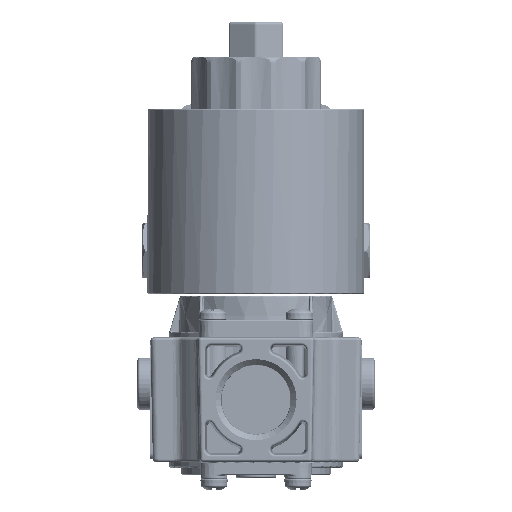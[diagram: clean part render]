
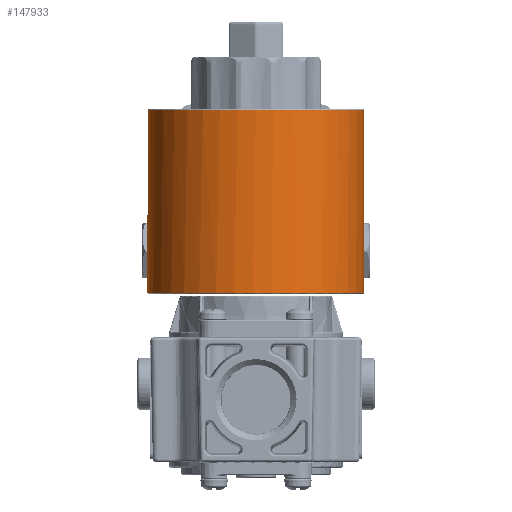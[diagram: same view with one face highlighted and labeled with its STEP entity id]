
A CAD part, left-side view. The second image highlights one B-rep face of the part: STEP entity #147933.
In plain terms, the highlighted cylindrical face has radius 37.5 mm (diameter 75 mm), a full revolution.
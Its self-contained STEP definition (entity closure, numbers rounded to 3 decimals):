
#8941=LINE('',#388557,#12957);
#8945=LINE('',#388563,#12961);
#12957=VECTOR('',#184729,60.5);
#12961=VECTOR('',#184735,60.5);
#25575=FACE_BOUND('',#42496,.T.);
#33728=FACE_OUTER_BOUND('',#42495,.T.);
#42495=EDGE_LOOP('',(#127885,#127886,#127887,#127888));
#42496=EDGE_LOOP('',(#127889));
#50006=CIRCLE('',#159084,37.5);
#50010=CIRCLE('',#159093,37.5);
#50011=CIRCLE('',#159095,37.5);
#63298=VERTEX_POINT('',#388550);
#63299=VERTEX_POINT('',#388552);
#63300=VERTEX_POINT('',#388556);
#63301=VERTEX_POINT('',#388561);
#63304=VERTEX_POINT('',#388574);
#84915=EDGE_CURVE('',#63298,#63299,#50006,.T.);
#84917=EDGE_CURVE('',#63300,#63299,#8941,.T.);
#84921=EDGE_CURVE('',#63298,#63301,#8945,.T.);
#84925=EDGE_CURVE('',#63300,#63301,#50010,.T.);
#84926=EDGE_CURVE('',#63304,#63304,#50011,.T.);
#127885=ORIENTED_EDGE('',*,*,#84921,.T.);
#127886=ORIENTED_EDGE('',*,*,#84925,.F.);
#127887=ORIENTED_EDGE('',*,*,#84917,.T.);
#127888=ORIENTED_EDGE('',*,*,#84915,.F.);
#127889=ORIENTED_EDGE('',*,*,#84926,.F.);
#131288=CYLINDRICAL_SURFACE('',#159094,37.5);
#147933=ADVANCED_FACE('',(#33728,#25575),#131288,.T.);
#159084=AXIS2_PLACEMENT_3D('',#388553,#184724,#184725);
#159093=AXIS2_PLACEMENT_3D('',#388572,#184748,#184749);
#159094=AXIS2_PLACEMENT_3D('',#388573,#184750,#184751);
#159095=AXIS2_PLACEMENT_3D('',#388575,#184752,#184753);
#184724=DIRECTION('center_axis',(0.,0.,
1.));
#184725=DIRECTION('ref_axis',(0.,-1.,0.));
#184729=DIRECTION('',(0.,0.,-1.));
#184735=DIRECTION('',(0.,0.,1.));
#184748=DIRECTION('center_axis',(0.,0.,
1.));
#184749=DIRECTION('ref_axis',(-1.,0.,0.));
#184750=DIRECTION('center_axis',(0.,0.,
1.));
#184751=DIRECTION('ref_axis',(-1.,0.,0.));
#184752=DIRECTION('center_axis',(0.,0.,
-1.));
#184753=DIRECTION('ref_axis',(-1.,0.,0.));
#388550=CARTESIAN_POINT('',(31.361,-20.561,39.5));
#388552=CARTESIAN_POINT('',(31.361,20.561,39.5));
#388553=CARTESIAN_POINT('Origin',(0.,0.,
39.5));
#388556=CARTESIAN_POINT('',(31.361,20.561,100.));
#388557=CARTESIAN_POINT('',(31.361,20.561,39.5));
#388561=CARTESIAN_POINT('',(31.361,-20.561,100.));
#388563=CARTESIAN_POINT('',(31.361,-20.561,39.5));
#388572=CARTESIAN_POINT('Origin',(0.,0.,
100.));
#388573=CARTESIAN_POINT('Origin',(0.,0.,
36.5));
#388574=CARTESIAN_POINT('',(37.5,0.,37.));
#388575=CARTESIAN_POINT('Origin',(0.,0.,
37.));
